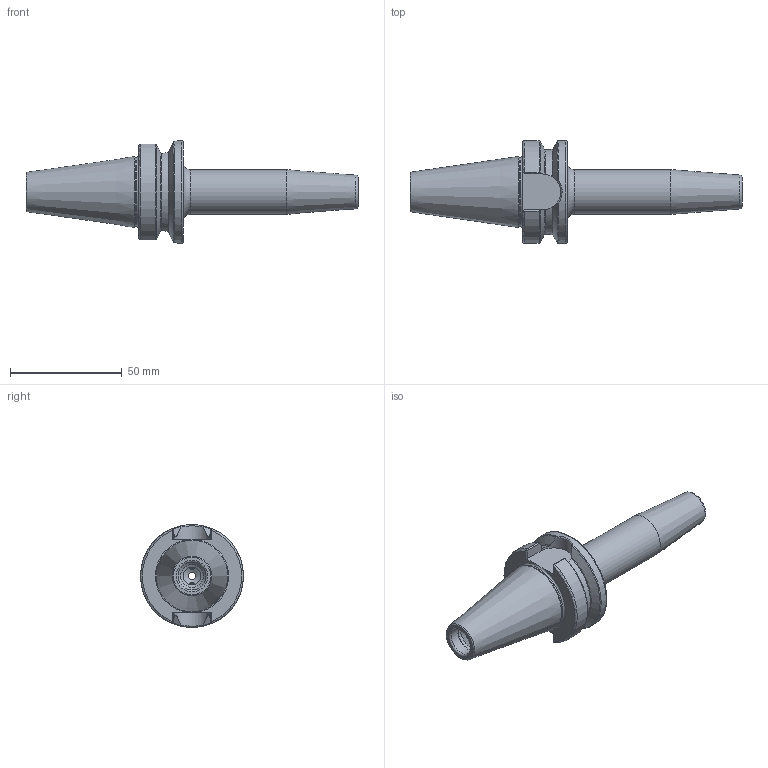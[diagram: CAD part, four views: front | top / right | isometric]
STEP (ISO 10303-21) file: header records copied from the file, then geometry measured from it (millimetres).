
FILE_DESCRIPTION(/* description */ (''),/* implementation_level */ '2;1');
FILE_NAME(/* name */ 'BT30-SF3.175-100K.stp',/* time_stamp */ '2023-12-07T09:13:09+08:00',/* author */ ('Administrator'),/* organization */ (''),/* preprocessor_version */ 'ST-DEVELOPER v18.1',/* originating_system */ 'Autodesk Inventor 2022',/* authorisation */ '');
FILE_SCHEMA (('AUTOMOTIVE_DESIGN { 1 0 10303 214 3 1 1 }'));
Length unit declared in the file: millimetre
Products named in the file (3): BT30-SF3.175-100K; BT30-SF3.175-100K_1; 螺钉 GB/T 77 M2.5 x 4
Assembly tree (3 placements, depth 2):
  BT30-SF3.175-100K
    BT30-SF3.175-100K_1
    螺钉 GB/T 77 M2.5 x 4  x2
Bounding box: 148.4 x 46 x 46 mm (x, y, z)
Volume: 66174.8 mm3; surface area: 18664.4 mm2
Topology: 3 solids, 3 shells, 104 faces, 277 edges, 176 vertices
Faces by surface type: plane 35, cone 23, cylinder 19, torus 17, bspline 10
Full cylindrical faces by diameter (mm): 2.1 x2, 2.5 x2, 3.175 x1, 8 x1, 10 x1, 10.3 x1, 12.5 x1, 13.1 x1, 20 x1, 31.15 x1, 46 x1
Entity records: 3743 total; most frequent: CARTESIAN_POINT 1437, ORIENTED_EDGE 488, DIRECTION 430, EDGE_CURVE 244, AXIS2_PLACEMENT_3D 170, VERTEX_POINT 156, EDGE_LOOP 98, FACE_OUTER_BOUND 92
